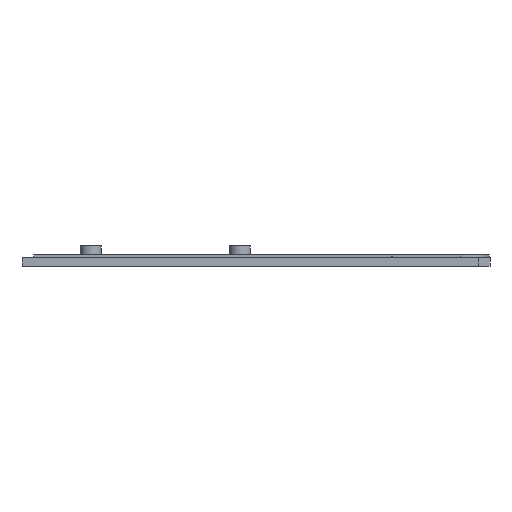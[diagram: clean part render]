
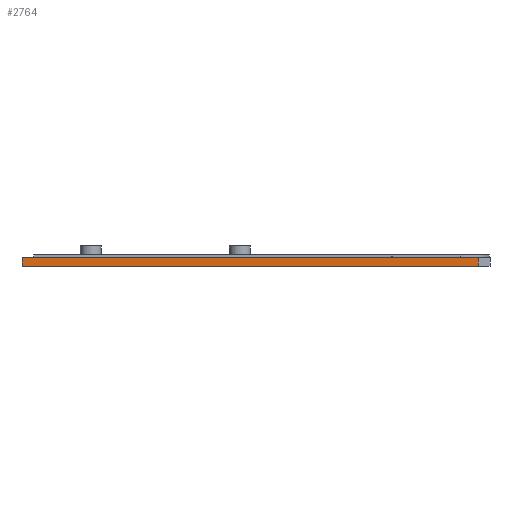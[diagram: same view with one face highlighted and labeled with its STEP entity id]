
A CAD part, left-side view. The second image highlights one B-rep face of the part: STEP entity #2764.
In plain terms, the highlighted planar face has unit normal (-1, 0, 0).
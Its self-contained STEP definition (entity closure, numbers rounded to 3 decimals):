
#185=PLANE('',#2959);
#318=FACE_OUTER_BOUND('',#526,.T.);
#526=EDGE_LOOP('',(#2551,#2552,#2553,#2554));
#670=LINE('',#3986,#1000);
#840=LINE('',#4360,#1170);
#856=LINE('',#4395,#1186);
#857=LINE('',#4396,#1187);
#1000=VECTOR('',#3215,10.);
#1170=VECTOR('',#3595,10.);
#1186=VECTOR('',#3617,10.);
#1187=VECTOR('',#3618,10.);
#1376=VERTEX_POINT('',#3971);
#1383=VERTEX_POINT('',#3984);
#1481=VERTEX_POINT('',#4357);
#1482=VERTEX_POINT('',#4359);
#1652=EDGE_CURVE('',#1383,#1376,#670,.T.);
#1838=EDGE_CURVE('',#1481,#1482,#840,.T.);
#1856=EDGE_CURVE('',#1481,#1376,#856,.T.);
#1857=EDGE_CURVE('',#1482,#1383,#857,.T.);
#2551=ORIENTED_EDGE('',*,*,#1838,.F.);
#2552=ORIENTED_EDGE('',*,*,#1856,.T.);
#2553=ORIENTED_EDGE('',*,*,#1652,.F.);
#2554=ORIENTED_EDGE('',*,*,#1857,.F.);
#2764=ADVANCED_FACE('',(#318),#185,.T.);
#2959=AXIS2_PLACEMENT_3D('',#4394,#3615,#3616);
#3215=DIRECTION('',(0.,1.,0.));
#3595=DIRECTION('',(0.,-1.,0.));
#3615=DIRECTION('center_axis',(-1.,0.,
0.));
#3616=DIRECTION('ref_axis',(0.,1.,0.));
#3617=DIRECTION('',(0.,0.,-1.));
#3618=DIRECTION('',(0.,0.,-1.));
#3971=CARTESIAN_POINT('',(-86.3,329.05,-34.6));
#3984=CARTESIAN_POINT('',(-86.25,176.133,-34.6));
#3986=CARTESIAN_POINT('',(-86.287,289.836,-34.6));
#4357=CARTESIAN_POINT('',(-86.3,329.05,-31.8));
#4359=CARTESIAN_POINT('',(-86.25,176.133,-31.8));
#4360=CARTESIAN_POINT('',(-86.287,289.836,-31.8));
#4394=CARTESIAN_POINT('Origin',(-86.25,176.133,-31.8));
#4395=CARTESIAN_POINT('',(-86.3,329.05,-31.8));
#4396=CARTESIAN_POINT('',(-86.25,176.133,-31.8));
